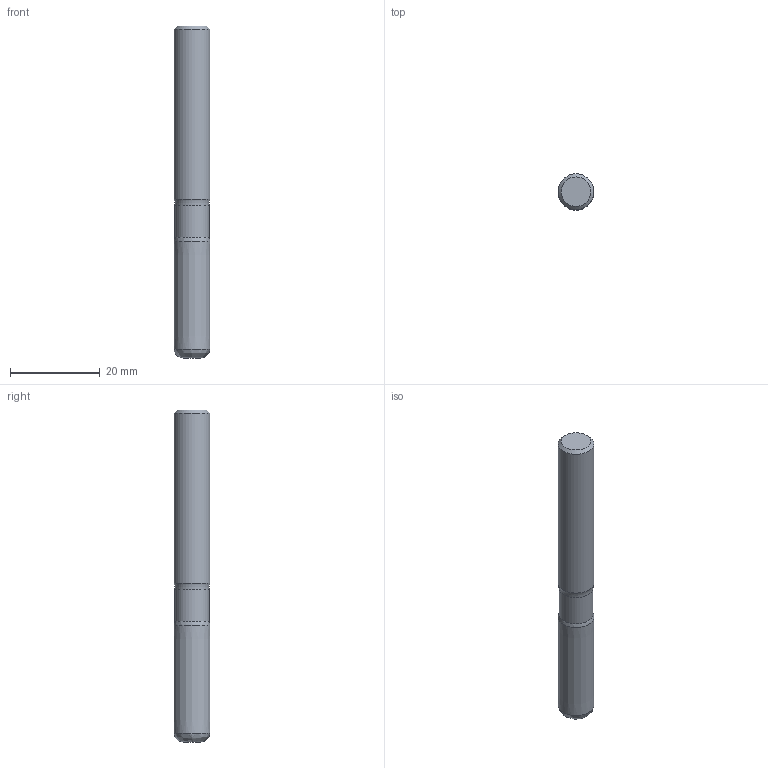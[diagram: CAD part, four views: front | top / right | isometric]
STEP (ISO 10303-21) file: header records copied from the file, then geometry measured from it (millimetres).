
FILE_DESCRIPTION(/* description */ (''),/* implementation_level */ '2;1');
FILE_NAME(/* name */ 'S4531-080E3R200.0Z3C_Basic.stp',/* time_stamp */ '2024-04-29T15:00:12+06:00',/* author */ (''),/* organization */ (''),/* preprocessor_version */ 'ST-DEVELOPER v16.7',/* originating_system */ 'SIEMENS PLM Software NX 12.0',/* authorisation */ '');
FILE_SCHEMA (('AUTOMOTIVE_DESIGN { 1 0 10303 214 3 1 1 1 }'));
Length unit declared in the file: millimetre
Products named in the file (1): inpu58C462D2p5p0
Bounding box: 8 x 8 x 74 mm (x, y, z)
Volume: 3652.9 mm3; surface area: 2017 mm2
Topology: 2 solids, 2 shells, 11 faces, 17 edges, 11 vertices
Faces by surface type: plane 4, cone 2, bspline 2, cylinder 2, torus 1
Full cylindrical faces by diameter (mm): 7.6 x1, 8 x1
Entity records: 363 total; most frequent: CARTESIAN_POINT 121, DIRECTION 44, AXIS2_PLACEMENT_3D 22, EDGE_LOOP 18, ORIENTED_EDGE 18, FACE_BOUND 14, ADVANCED_FACE 11, VERTEX_POINT 9
